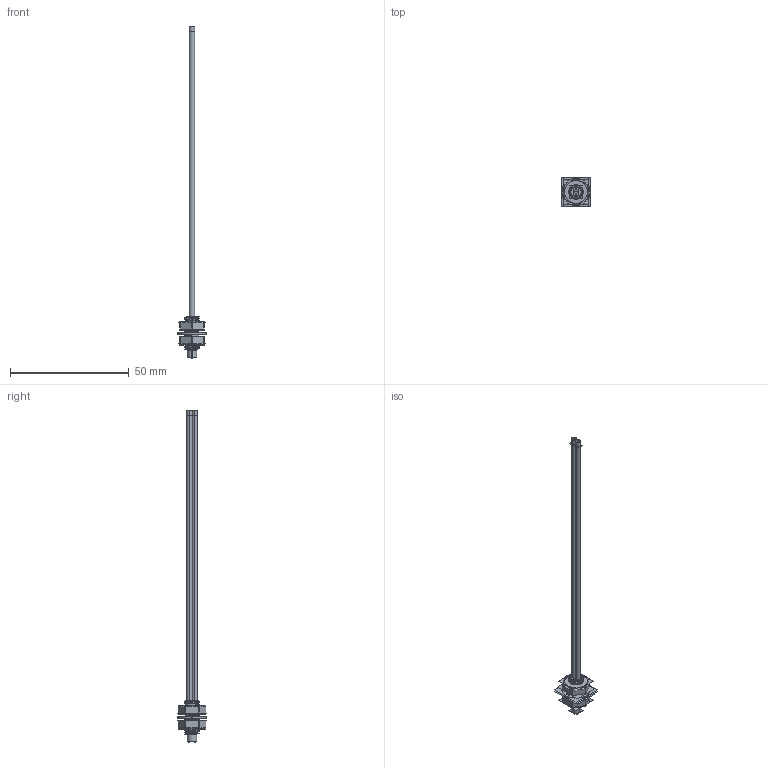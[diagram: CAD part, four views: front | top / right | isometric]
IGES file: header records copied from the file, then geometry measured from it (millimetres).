
Start section:  PTC IGES file: 192750.igs
Global section: file name: 192750.igs; native system: Creo Parametric by Parametric Technology Corporation; preprocessor: 2013230; author: pdmadmin; organization: Unknown; date: 20160209.180300; units: millimetre
Bounding box: 12.54 x 12.54 x 139.55 mm (x, y, z)
Volume: 1529.2 mm3; surface area: 20214.2 mm2
Topology: 8 solids, 8 shells, 452 faces, 2348 edges, 3028 vertices
Faces by surface type: revolution 328, bspline 124
